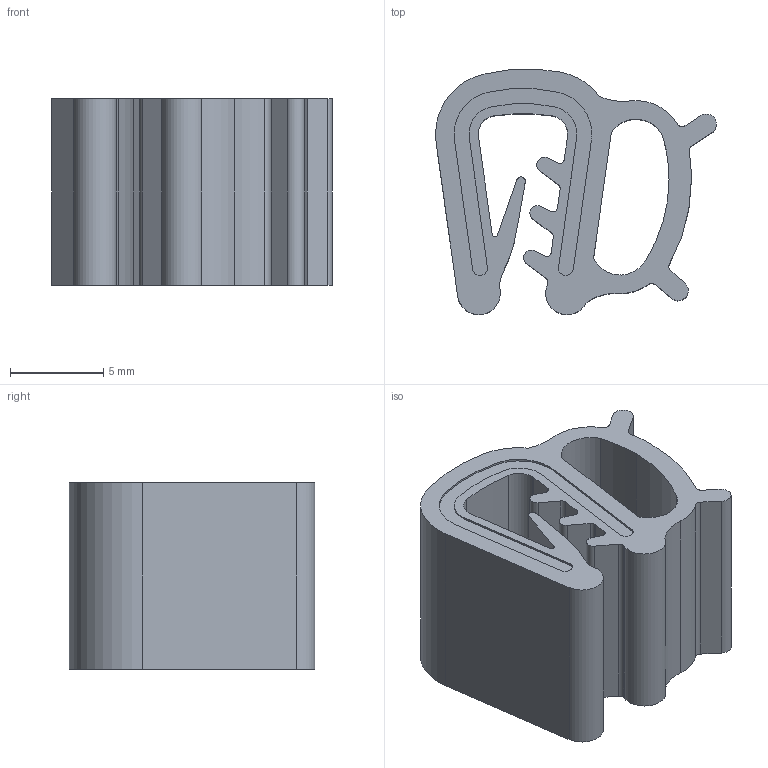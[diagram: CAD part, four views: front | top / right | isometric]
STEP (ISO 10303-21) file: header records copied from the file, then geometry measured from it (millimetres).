
FILE_DESCRIPTION (( 'STEP AP214' ), '1' );
FILE_NAME ('427032_Industrilas.step', '2025-09-02T13:44:47', ( '' ), ( '' ), 'SwSTEP 2.0', 'SolidWorks 2010', '' );
FILE_SCHEMA (( 'AUTOMOTIVE_DESIGN' ));
Length unit declared in the file: millimetre
Products named in the file (1): 427032_Industrilas
Bounding box: 15.1 x 13.19 x 10 mm (x, y, z)
Volume: 955.9 mm3; surface area: 1282 mm2
Topology: 1 solids, 1 shells, 97 faces, 279 edges, 186 vertices
Faces by surface type: cylinder 67, plane 30
Entity records: 4352 total; most frequent: DIRECTION 609, CARTESIAN_POINT 563, ORIENTED_EDGE 558, EDGE_CURVE 279, AXIS2_PLACEMENT_3D 232, VERTEX_POINT 186, LINE 145, VECTOR 145
